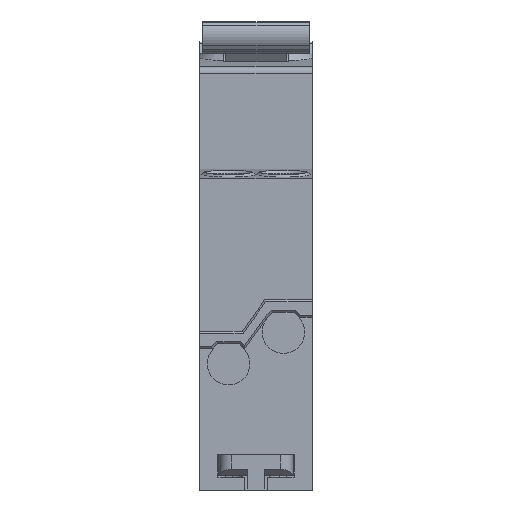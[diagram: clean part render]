
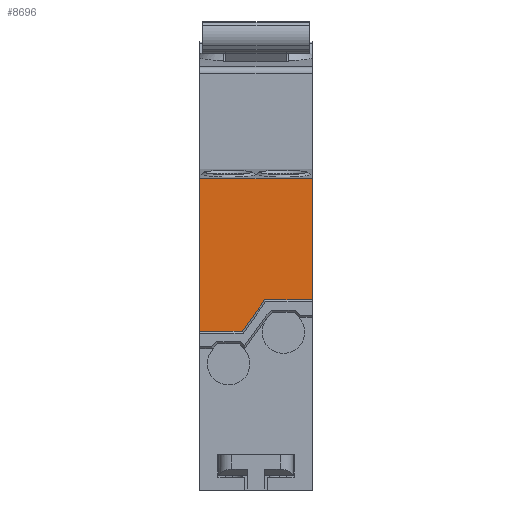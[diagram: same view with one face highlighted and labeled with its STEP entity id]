
A CAD part, front view. The second image highlights one B-rep face of the part: STEP entity #8696.
In plain terms, the highlighted planar face has unit normal (0, -1, 0).
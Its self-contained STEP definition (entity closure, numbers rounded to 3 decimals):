
#57=DIRECTION('',(0.,0.,-1.));
#58=VECTOR('',#57,23.7);
#59=CARTESIAN_POINT('',(0.852,0.3,-21.29));
#60=LINE('',#59,#58);
#662=DIRECTION('',(0.,0.,-1.));
#663=VECTOR('',#662,18.8);
#664=CARTESIAN_POINT('',(18.352,0.3,-21.29));
#665=LINE('',#664,#663);
#2117=DIRECTION('',(-1.,0.,0.));
#2118=VECTOR('',#2117,7.406);
#2119=CARTESIAN_POINT('',(18.352,0.3,-40.09));
#2120=LINE('',#2119,#2118);
#2121=DIRECTION('',(-0.581,0.,-0.814));
#2122=VECTOR('',#2121,6.022);
#2123=CARTESIAN_POINT('',(10.946,0.3,-40.09));
#2124=LINE('',#2123,#2122);
#2125=DIRECTION('',(1.,0.,0.));
#2126=VECTOR('',#2125,6.594);
#2127=CARTESIAN_POINT('',(0.852,0.3,-44.99));
#2128=LINE('',#2127,#2126);
#2129=DIRECTION('',(1.,0.,0.));
#2130=VECTOR('',#2129,17.5);
#2131=CARTESIAN_POINT('',(0.852,0.3,-21.29));
#2132=LINE('',#2131,#2130);
#5138=CARTESIAN_POINT('',(0.852,0.3,-21.29));
#5140=VERTEX_POINT('',#5138);
#5186=CARTESIAN_POINT('',(18.352,0.3,-21.29));
#5188=VERTEX_POINT('',#5186);
#5419=CARTESIAN_POINT('',(18.352,0.3,-40.09));
#5420=CARTESIAN_POINT('',(10.946,0.3,-40.09));
#5421=VERTEX_POINT('',#5419);
#5422=VERTEX_POINT('',#5420);
#5423=CARTESIAN_POINT('',(7.446,0.3,-44.99));
#5424=VERTEX_POINT('',#5423);
#5425=CARTESIAN_POINT('',(0.852,0.3,-44.99));
#5426=VERTEX_POINT('',#5425);
#8680=CARTESIAN_POINT('',(0.852,0.3,-21.29));
#8681=DIRECTION('',(0.,-1.,0.));
#8682=DIRECTION('',(0.,0.,-1.));
#8683=AXIS2_PLACEMENT_3D('',#8680,#8681,#8682);
#8684=PLANE('',#8683);
#8685=ORIENTED_EDGE('',*,*,#8671,.T.);
#8687=ORIENTED_EDGE('',*,*,#8686,.T.);
#8689=ORIENTED_EDGE('',*,*,#8688,.F.);
#8690=ORIENTED_EDGE('',*,*,#6306,.F.);
#8692=ORIENTED_EDGE('',*,*,#8691,.T.);
#8693=ORIENTED_EDGE('',*,*,#6728,.T.);
#8694=EDGE_LOOP('',(#8685,#8687,#8689,#8690,#8692,#8693));
#8695=FACE_OUTER_BOUND('',#8694,.F.);
#8696=ADVANCED_FACE('',(#8695),#8684,.T.);
#6306=EDGE_CURVE('',#5140,#5426,#60,.T.);
#6728=EDGE_CURVE('',#5188,#5421,#665,.T.);
#8671=EDGE_CURVE('',#5421,#5422,#2120,.T.);
#8686=EDGE_CURVE('',#5422,#5424,#2124,.T.);
#8688=EDGE_CURVE('',#5426,#5424,#2128,.T.);
#8691=EDGE_CURVE('',#5140,#5188,#2132,.T.);
